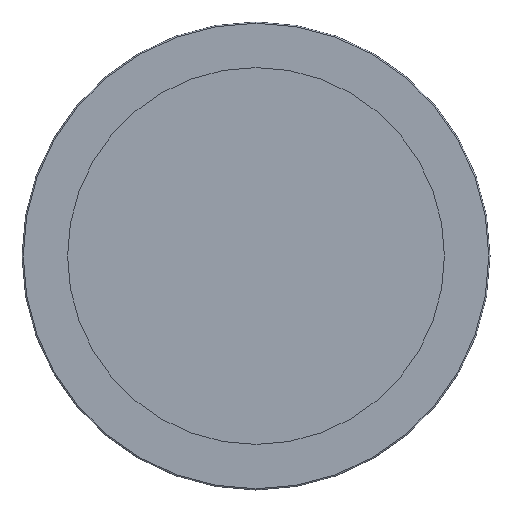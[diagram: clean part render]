
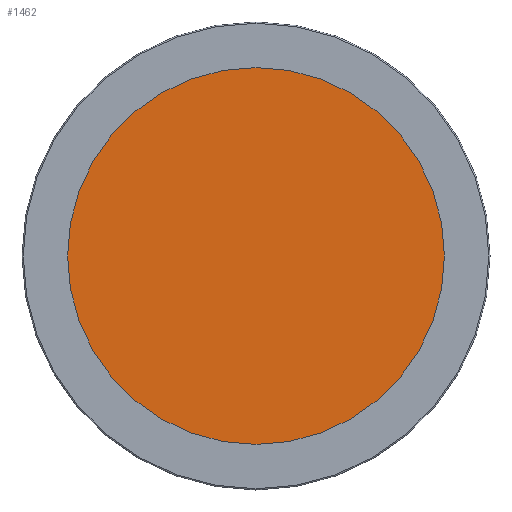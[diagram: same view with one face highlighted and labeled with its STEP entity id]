
A CAD part, left-side view. The second image highlights one B-rep face of the part: STEP entity #1462.
In plain terms, the highlighted planar face has unit normal (-1, 0, 0).
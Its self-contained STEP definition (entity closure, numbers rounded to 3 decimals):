
#781 = VERTEX_POINT('',#782);
#782 = CARTESIAN_POINT('',(2.5,0.,76.5));
#791 = CYLINDRICAL_SURFACE('',#792,76.5);
#792 = AXIS2_PLACEMENT_3D('',#793,#794,#795);
#793 = CARTESIAN_POINT('',(0.,0.,0.));
#794 = DIRECTION('',(-1.,0.,0.));
#795 = DIRECTION('',(0.,0.,1.));
#825 = CYLINDRICAL_SURFACE('',#826,76.5);
#826 = AXIS2_PLACEMENT_3D('',#827,#828,#829);
#827 = CARTESIAN_POINT('',(0.,0.,0.));
#828 = DIRECTION('',(-1.,0.,0.));
#829 = DIRECTION('',(0.,0.,1.));
#910 = VERTEX_POINT('',#911);
#911 = CARTESIAN_POINT('',(2.5,0.,-76.5));
#976 = EDGE_CURVE('',#910,#781,#977,.T.);
#977 = SURFACE_CURVE('',#978,(#983,#1012),.PCURVE_S1.);
#978 = CIRCLE('',#979,76.5);
#979 = AXIS2_PLACEMENT_3D('',#980,#981,#982);
#980 = CARTESIAN_POINT('',(2.5,0.,0.));
#981 = DIRECTION('',(-1.,0.,0.));
#982 = DIRECTION('',(0.,0.,1.));
#983 = PCURVE('',#791,#984);
#984 = DEFINITIONAL_REPRESENTATION('',(#985),#1011);
#985 = B_SPLINE_CURVE_WITH_KNOTS('',3,(#986,#987,#988,#989,#990,#991,
    #992,#993,#994,#995,#996,#997,#998,#999,#1000,#1001,#1002,#1003,
    #1004,#1005,#1006,#1007,#1008,#1009,#1010),.UNSPECIFIED.,.F.,.F.,(4,
    1,1,1,1,1,1,1,1,1,1,1,1,1,1,1,1,1,1,1,1,1,4),(3.142,
    3.284,3.427,3.57,3.713,
    3.856,3.998,4.141,4.284,
    4.427,4.57,4.712,4.855,
    4.998,5.141,5.284,5.426,
    5.569,5.712,5.855,5.998,
    6.14,6.283),.QUASI_UNIFORM_KNOTS.);
#986 = CARTESIAN_POINT('',(3.142,-2.5));
#987 = CARTESIAN_POINT('',(3.189,-2.5));
#988 = CARTESIAN_POINT('',(3.284,-2.5));
#989 = CARTESIAN_POINT('',(3.427,-2.5));
#990 = CARTESIAN_POINT('',(3.57,-2.5));
#991 = CARTESIAN_POINT('',(3.713,-2.5));
#992 = CARTESIAN_POINT('',(3.856,-2.5));
#993 = CARTESIAN_POINT('',(3.998,-2.5));
#994 = CARTESIAN_POINT('',(4.141,-2.5));
#995 = CARTESIAN_POINT('',(4.284,-2.5));
#996 = CARTESIAN_POINT('',(4.427,-2.5));
#997 = CARTESIAN_POINT('',(4.57,-2.5));
#998 = CARTESIAN_POINT('',(4.712,-2.5));
#999 = CARTESIAN_POINT('',(4.855,-2.5));
#1000 = CARTESIAN_POINT('',(4.998,-2.5));
#1001 = CARTESIAN_POINT('',(5.141,-2.5));
#1002 = CARTESIAN_POINT('',(5.284,-2.5));
#1003 = CARTESIAN_POINT('',(5.426,-2.5));
#1004 = CARTESIAN_POINT('',(5.569,-2.5));
#1005 = CARTESIAN_POINT('',(5.712,-2.5));
#1006 = CARTESIAN_POINT('',(5.855,-2.5));
#1007 = CARTESIAN_POINT('',(5.998,-2.5));
#1008 = CARTESIAN_POINT('',(6.14,-2.5));
#1009 = CARTESIAN_POINT('',(6.236,-2.5));
#1010 = CARTESIAN_POINT('',(6.283,-2.5));
#1011 = ( GEOMETRIC_REPRESENTATION_CONTEXT(2) 
PARAMETRIC_REPRESENTATION_CONTEXT() REPRESENTATION_CONTEXT('2D SPACE',''
  ) );
#1012 = PCURVE('',#1013,#1018);
#1013 = PLANE('',#1014);
#1014 = AXIS2_PLACEMENT_3D('',#1015,#1016,#1017);
#1015 = CARTESIAN_POINT('',(2.5,0.,0.));
#1016 = DIRECTION('',(1.,0.,0.));
#1017 = DIRECTION('',(0.,0.,-1.));
#1018 = DEFINITIONAL_REPRESENTATION('',(#1019),#1027);
#1019 = ( BOUNDED_CURVE() B_SPLINE_CURVE(2,(#1020,#1021,#1022,#1023,
#1024,#1025,#1026),.UNSPECIFIED.,.T.,.F.) B_SPLINE_CURVE_WITH_KNOTS((1,2
    ,2,2,2,1),(-2.094,0.,2.094,4.189,
6.283,8.378),.UNSPECIFIED.) CURVE() 
GEOMETRIC_REPRESENTATION_ITEM() RATIONAL_B_SPLINE_CURVE((1.,0.5,1.,0.5,
1.,0.5,1.)) REPRESENTATION_ITEM('') );
#1020 = CARTESIAN_POINT('',(-76.5,0.));
#1021 = CARTESIAN_POINT('',(-76.5,132.502));
#1022 = CARTESIAN_POINT('',(38.25,66.251));
#1023 = CARTESIAN_POINT('',(153.,0.));
#1024 = CARTESIAN_POINT('',(38.25,-66.251));
#1025 = CARTESIAN_POINT('',(-76.5,-132.502));
#1026 = CARTESIAN_POINT('',(-76.5,0.));
#1027 = ( GEOMETRIC_REPRESENTATION_CONTEXT(2) 
PARAMETRIC_REPRESENTATION_CONTEXT() REPRESENTATION_CONTEXT('2D SPACE',''
  ) );
#1414 = EDGE_CURVE('',#781,#910,#1415,.T.);
#1415 = SURFACE_CURVE('',#1416,(#1421,#1450),.PCURVE_S1.);
#1416 = CIRCLE('',#1417,76.5);
#1417 = AXIS2_PLACEMENT_3D('',#1418,#1419,#1420);
#1418 = CARTESIAN_POINT('',(2.5,0.,0.));
#1419 = DIRECTION('',(-1.,0.,0.));
#1420 = DIRECTION('',(0.,0.,1.));
#1421 = PCURVE('',#825,#1422);
#1422 = DEFINITIONAL_REPRESENTATION('',(#1423),#1449);
#1423 = B_SPLINE_CURVE_WITH_KNOTS('',3,(#1424,#1425,#1426,#1427,#1428,
    #1429,#1430,#1431,#1432,#1433,#1434,#1435,#1436,#1437,#1438,#1439,
    #1440,#1441,#1442,#1443,#1444,#1445,#1446,#1447,#1448),
  .UNSPECIFIED.,.F.,.F.,(4,1,1,1,1,1,1,1,1,1,1,1,1,1,1,1,1,1,1,1,1,1,4),
  (0.,0.143,0.286,0.428,0.571,
    0.714,0.857,1.,1.142,
    1.285,1.428,1.571,1.714,
    1.856,1.999,2.142,2.285,
    2.428,2.57,2.713,2.856,
    2.999,3.142),.QUASI_UNIFORM_KNOTS.);
#1424 = CARTESIAN_POINT('',(0.,-2.5));
#1425 = CARTESIAN_POINT('',(0.048,-2.5));
#1426 = CARTESIAN_POINT('',(0.143,-2.5));
#1427 = CARTESIAN_POINT('',(0.286,-2.5));
#1428 = CARTESIAN_POINT('',(0.428,-2.5));
#1429 = CARTESIAN_POINT('',(0.571,-2.5));
#1430 = CARTESIAN_POINT('',(0.714,-2.5));
#1431 = CARTESIAN_POINT('',(0.857,-2.5));
#1432 = CARTESIAN_POINT('',(1.,-2.5));
#1433 = CARTESIAN_POINT('',(1.142,-2.5));
#1434 = CARTESIAN_POINT('',(1.285,-2.5));
#1435 = CARTESIAN_POINT('',(1.428,-2.5));
#1436 = CARTESIAN_POINT('',(1.571,-2.5));
#1437 = CARTESIAN_POINT('',(1.714,-2.5));
#1438 = CARTESIAN_POINT('',(1.856,-2.5));
#1439 = CARTESIAN_POINT('',(1.999,-2.5));
#1440 = CARTESIAN_POINT('',(2.142,-2.5));
#1441 = CARTESIAN_POINT('',(2.285,-2.5));
#1442 = CARTESIAN_POINT('',(2.428,-2.5));
#1443 = CARTESIAN_POINT('',(2.57,-2.5));
#1444 = CARTESIAN_POINT('',(2.713,-2.5));
#1445 = CARTESIAN_POINT('',(2.856,-2.5));
#1446 = CARTESIAN_POINT('',(2.999,-2.5));
#1447 = CARTESIAN_POINT('',(3.094,-2.5));
#1448 = CARTESIAN_POINT('',(3.142,-2.5));
#1449 = ( GEOMETRIC_REPRESENTATION_CONTEXT(2) 
PARAMETRIC_REPRESENTATION_CONTEXT() REPRESENTATION_CONTEXT('2D SPACE',''
  ) );
#1450 = PCURVE('',#1013,#1451);
#1451 = DEFINITIONAL_REPRESENTATION('',(#1452),#1460);
#1452 = ( BOUNDED_CURVE() B_SPLINE_CURVE(2,(#1453,#1454,#1455,#1456,
#1457,#1458,#1459),.UNSPECIFIED.,.T.,.F.) B_SPLINE_CURVE_WITH_KNOTS((1,2
    ,2,2,2,1),(-2.094,0.,2.094,4.189,
6.283,8.378),.UNSPECIFIED.) CURVE() 
GEOMETRIC_REPRESENTATION_ITEM() RATIONAL_B_SPLINE_CURVE((1.,0.5,1.,0.5,
1.,0.5,1.)) REPRESENTATION_ITEM('') );
#1453 = CARTESIAN_POINT('',(-76.5,0.));
#1454 = CARTESIAN_POINT('',(-76.5,132.502));
#1455 = CARTESIAN_POINT('',(38.25,66.251));
#1456 = CARTESIAN_POINT('',(153.,0.));
#1457 = CARTESIAN_POINT('',(38.25,-66.251));
#1458 = CARTESIAN_POINT('',(-76.5,-132.502));
#1459 = CARTESIAN_POINT('',(-76.5,0.));
#1460 = ( GEOMETRIC_REPRESENTATION_CONTEXT(2) 
PARAMETRIC_REPRESENTATION_CONTEXT() REPRESENTATION_CONTEXT('2D SPACE',''
  ) );
#1462 = ADVANCED_FACE('',(#1463),#1013,.F.);
#1463 = FACE_BOUND('',#1464,.T.);
#1464 = EDGE_LOOP('',(#1465,#1466));
#1465 = ORIENTED_EDGE('',*,*,#1414,.T.);
#1466 = ORIENTED_EDGE('',*,*,#976,.T.);
